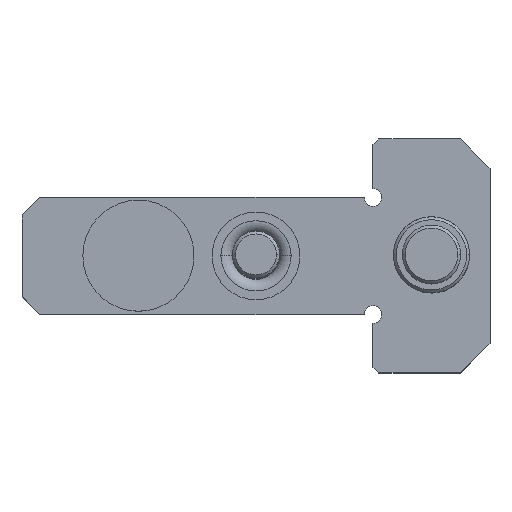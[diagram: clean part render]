
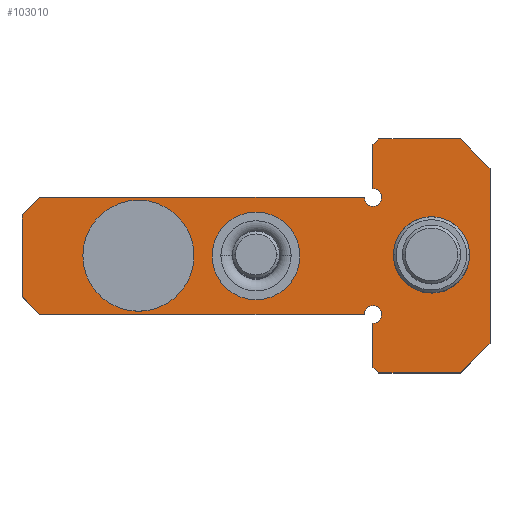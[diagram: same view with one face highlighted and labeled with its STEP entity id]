
A CAD part, top view. The second image highlights one B-rep face of the part: STEP entity #103010.
In plain terms, the highlighted planar face has unit normal (0, 0, 1).
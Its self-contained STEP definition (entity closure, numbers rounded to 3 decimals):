
#101340=CARTESIAN_POINT('',(0.,0.,18.));
#101350=DIRECTION('',(0.,0.,1.));
#101360=DIRECTION('',(1.,0.,0.));
#101370=AXIS2_PLACEMENT_3D('',#101340,#101350,#101360);
#101380=PLANE('',#101370);
#101390=CARTESIAN_POINT('',(20.,20.,18.));
#101400=DIRECTION('',(0.,0.,1.));
#101410=DIRECTION('',(1.,0.,0.));
#101420=AXIS2_PLACEMENT_3D('',#101390,#101400,#101410);
#101430=CIRCLE('',#101420,3.);
#101440=CARTESIAN_POINT('',(23.,20.,18.));
#101450=VERTEX_POINT('',#101440);
#101460=CARTESIAN_POINT('',(17.,20.,18.));
#101470=VERTEX_POINT('',#101460);
#101480=EDGE_CURVE('',#101450,#101470,#101430,.T.);
#101490=ORIENTED_EDGE('',*,*,#101480,.F.);
#101500=EDGE_CURVE('',#101470,#101450,#101430,.T.);
#101510=ORIENTED_EDGE('',*,*,#101500,.F.);
#101520=EDGE_LOOP('',(#101510,#101490));
#101530=FACE_BOUND('',#101520,.T.);
#101540=CARTESIAN_POINT('',(40.,20.,18.));
#101550=DIRECTION('',(0.,0.,1.));
#101560=DIRECTION('',(1.,0.,0.));
#101570=AXIS2_PLACEMENT_3D('',#101540,#101550,#101560);
#101580=CIRCLE('',#101570,6.);
#101590=CARTESIAN_POINT('',(46.,20.,18.));
#101600=VERTEX_POINT('',#101590);
#101610=CARTESIAN_POINT('',(34.,20.,18.));
#101620=VERTEX_POINT('',#101610);
#101630=EDGE_CURVE('',#101600,#101620,#101580,.T.);
#101640=ORIENTED_EDGE('',*,*,#101630,.F.);
#101650=EDGE_CURVE('',#101620,#101600,#101580,.T.);
#101660=ORIENTED_EDGE('',*,*,#101650,.F.);
#101670=EDGE_LOOP('',(#101660,#101640));
#101680=FACE_BOUND('',#101670,.T.);
#101690=CARTESIAN_POINT('',(0.,61.,18.));
#101700=DIRECTION('',(0.707,-0.707,0.));
#101710=VECTOR('',#101700,1.);
#101720=LINE('',#101690,#101710);
#101730=CARTESIAN_POINT('',(60.,1.,18.));
#101740=VERTEX_POINT('',#101730);
#101750=CARTESIAN_POINT('',(61.,0.,18.));
#101760=VERTEX_POINT('',#101750);
#101770=EDGE_CURVE('',#101740,#101760,#101720,.T.);
#101780=ORIENTED_EDGE('',*,*,#101770,.T.);
#101790=CARTESIAN_POINT('',(60.,0.,18.));
#101800=DIRECTION('',(0.,-1.,0.));
#101810=VECTOR('',#101800,1.);
#101820=LINE('',#101790,#101810);
#101830=CARTESIAN_POINT('',(60.,8.5,18.));
#101840=VERTEX_POINT('',#101830);
#101850=EDGE_CURVE('',#101840,#101740,#101820,.T.);
#101860=ORIENTED_EDGE('',*,*,#101850,.T.);
#101870=CARTESIAN_POINT('',(60.,10.,18.));
#101880=DIRECTION('',(0.,0.,1.));
#101890=DIRECTION('',(1.,0.,0.));
#101900=AXIS2_PLACEMENT_3D('',#101870,#101880,#101890);
#101910=CIRCLE('',#101900,1.5);
#101920=CARTESIAN_POINT('',(58.5,10.,18.));
#101930=VERTEX_POINT('',#101920);
#101940=EDGE_CURVE('',#101840,#101930,#101910,.T.);
#101950=ORIENTED_EDGE('',*,*,#101940,.F.);
#101960=CARTESIAN_POINT('',(0.,10.,18.));
#101970=DIRECTION('',(1.,0.,0.));
#101980=VECTOR('',#101970,1.);
#101990=LINE('',#101960,#101980);
#102000=CARTESIAN_POINT('',(3.,10.,18.));
#102010=VERTEX_POINT('',#102000);
#102020=EDGE_CURVE('',#102010,#101930,#101990,.T.);
#102030=ORIENTED_EDGE('',*,*,#102020,.T.);
#102040=CARTESIAN_POINT('',(13.,0.,18.));
#102050=DIRECTION('',(-0.707,0.707,0.));
#102060=VECTOR('',#102050,1.);
#102070=LINE('',#102040,#102060);
#102080=CARTESIAN_POINT('',(0.,13.,18.));
#102090=VERTEX_POINT('',#102080);
#102100=EDGE_CURVE('',#102010,#102090,#102070,.T.);
#102110=ORIENTED_EDGE('',*,*,#102100,.F.);
#102120=CARTESIAN_POINT('',(0.,0.,18.));
#102130=DIRECTION('',(0.,-1.,0.));
#102140=VECTOR('',#102130,1.);
#102150=LINE('',#102120,#102140);
#102160=CARTESIAN_POINT('',(0.,27.,18.));
#102170=VERTEX_POINT('',#102160);
#102180=EDGE_CURVE('',#102170,#102090,#102150,.T.);
#102190=ORIENTED_EDGE('',*,*,#102180,.T.);
#102200=CARTESIAN_POINT('',(0.,27.,18.));
#102210=DIRECTION('',(-0.707,-0.707,0.));
#102220=VECTOR('',#102210,1.);
#102230=LINE('',#102200,#102220);
#102240=CARTESIAN_POINT('',(3.,30.,18.));
#102250=VERTEX_POINT('',#102240);
#102260=EDGE_CURVE('',#102250,#102170,#102230,.T.);
#102270=ORIENTED_EDGE('',*,*,#102260,.T.);
#102280=CARTESIAN_POINT('',(0.,30.,18.));
#102290=DIRECTION('',(-1.,0.,0.));
#102300=VECTOR('',#102290,1.);
#102310=LINE('',#102280,#102300);
#102320=CARTESIAN_POINT('',(58.5,30.,18.));
#102330=VERTEX_POINT('',#102320);
#102340=EDGE_CURVE('',#102330,#102250,#102310,.T.);
#102350=ORIENTED_EDGE('',*,*,#102340,.T.);
#102360=CARTESIAN_POINT('',(60.,30.,18.));
#102370=DIRECTION('',(0.,0.,1.));
#102380=DIRECTION('',(1.,0.,0.));
#102390=AXIS2_PLACEMENT_3D('',#102360,#102370,#102380);
#102400=CIRCLE('',#102390,1.5);
#102410=CARTESIAN_POINT('',(60.,31.5,18.));
#102420=VERTEX_POINT('',#102410);
#102430=EDGE_CURVE('',#102330,#102420,#102400,.T.);
#102440=ORIENTED_EDGE('',*,*,#102430,.F.);
#102450=CARTESIAN_POINT('',(60.,0.,18.));
#102460=DIRECTION('',(0.,-1.,0.));
#102470=VECTOR('',#102460,1.);
#102480=LINE('',#102450,#102470);
#102490=CARTESIAN_POINT('',(60.,39.,18.));
#102500=VERTEX_POINT('',#102490);
#102510=EDGE_CURVE('',#102500,#102420,#102480,.T.);
#102520=ORIENTED_EDGE('',*,*,#102510,.T.);
#102530=CARTESIAN_POINT('',(21.,0.,18.));
#102540=DIRECTION('',(-0.707,-0.707,0.));
#102550=VECTOR('',#102540,1.);
#102560=LINE('',#102530,#102550);
#102570=CARTESIAN_POINT('',(61.,40.,18.));
#102580=VERTEX_POINT('',#102570);
#102590=EDGE_CURVE('',#102580,#102500,#102560,.T.);
#102600=ORIENTED_EDGE('',*,*,#102590,.T.);
#102610=CARTESIAN_POINT('',(0.,40.,18.));
#102620=DIRECTION('',(-1.,0.,0.));
#102630=VECTOR('',#102620,1.);
#102640=LINE('',#102610,#102630);
#102650=CARTESIAN_POINT('',(75.,40.,18.));
#102660=VERTEX_POINT('',#102650);
#102670=EDGE_CURVE('',#102660,#102580,#102640,.T.);
#102680=ORIENTED_EDGE('',*,*,#102670,.T.);
#102690=CARTESIAN_POINT('',(115.,0.,18.));
#102700=DIRECTION('',(0.707,-0.707,0.));
#102710=VECTOR('',#102700,1.);
#102720=LINE('',#102690,#102710);
#102730=CARTESIAN_POINT('',(80.,35.,18.));
#102740=VERTEX_POINT('',#102730);
#102750=EDGE_CURVE('',#102660,#102740,#102720,.T.);
#102760=ORIENTED_EDGE('',*,*,#102750,.F.);
#102770=CARTESIAN_POINT('',(80.,0.,18.));
#102780=DIRECTION('',(0.,1.,0.));
#102790=VECTOR('',#102780,1.);
#102800=LINE('',#102770,#102790);
#102810=CARTESIAN_POINT('',(80.,5.,18.));
#102820=VERTEX_POINT('',#102810);
#102830=EDGE_CURVE('',#102820,#102740,#102800,.T.);
#102840=ORIENTED_EDGE('',*,*,#102830,.T.);
#102850=CARTESIAN_POINT('',(75.,0.,18.));
#102860=DIRECTION('',(-0.707,-0.707,0.));
#102870=VECTOR('',#102860,1.);
#102880=LINE('',#102850,#102870);
#102890=CARTESIAN_POINT('',(75.,0.,18.));
#102900=VERTEX_POINT('',#102890);
#102910=EDGE_CURVE('',#102820,#102900,#102880,.T.);
#102920=ORIENTED_EDGE('',*,*,#102910,.F.);
#102930=CARTESIAN_POINT('',(0.,0.,18.));
#102940=DIRECTION('',(1.,0.,0.));
#102950=VECTOR('',#102940,1.);
#102960=LINE('',#102930,#102950);
#102970=EDGE_CURVE('',#101760,#102900,#102960,.T.);
#102980=ORIENTED_EDGE('',*,*,#102970,.T.);
#102990=EDGE_LOOP('',(#102980,#102920,#102840,#102760,#102680,#102600,
#102520,#102440,#102350,#102270,#102190,#102110,#102030,#101950,#101860,
#101780));
#103000=FACE_OUTER_BOUND('',#102990,.T.);
#103010=ADVANCED_FACE('',(#101530,#101680,#103000),#101380,.T.);
